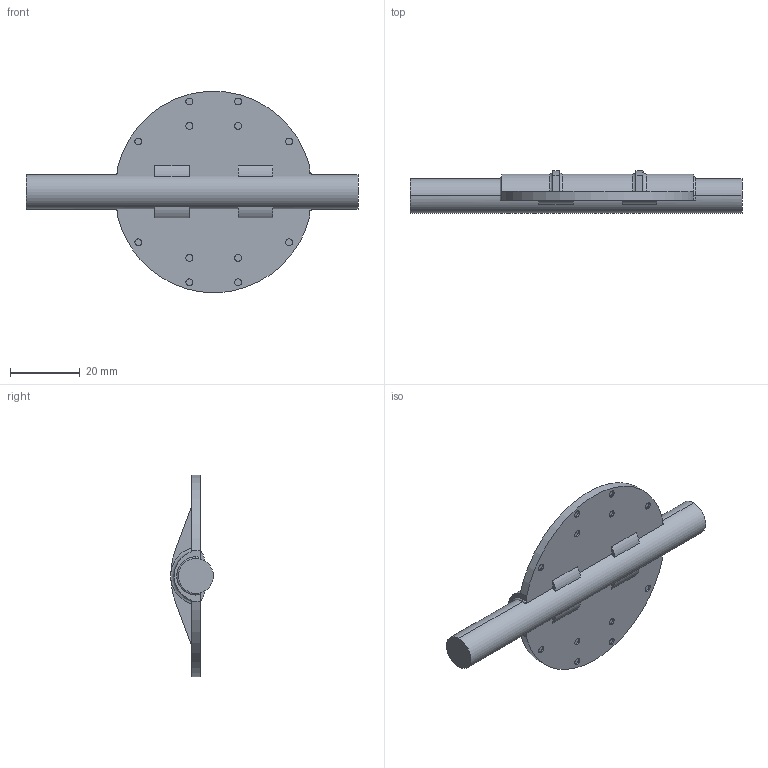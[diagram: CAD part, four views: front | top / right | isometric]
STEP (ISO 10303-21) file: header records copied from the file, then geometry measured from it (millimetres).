
FILE_DESCRIPTION (( 'STEP AP203' ), '1' );
FILE_NAME ('Valve_Default_sldprt.STEP', '2023-01-30T00:55:28', ( '' ), ( '' ), 'SwSTEP 2.0', 'SolidWorks 2021', '' );
FILE_SCHEMA (( 'CONFIG_CONTROL_DESIGN' ));
Length unit declared in the file: millimetre
Products named in the file (1): Valve_Default_sldprt
Bounding box: 95.5 x 12.25 x 57.94 mm (x, y, z)
Volume: 14358.2 mm3; surface area: 7850.7 mm2
Topology: 1 solids, 1 shells, 125 faces, 289 edges, 190 vertices
Faces by surface type: cylinder 60, plane 52, torus 10, bspline 3
Entity records: 3759 total; most frequent: CARTESIAN_POINT 728, DIRECTION 671, ORIENTED_EDGE 578, EDGE_CURVE 289, AXIS2_PLACEMENT_3D 277, VERTEX_POINT 190, CIRCLE 154, EDGE_LOOP 149
